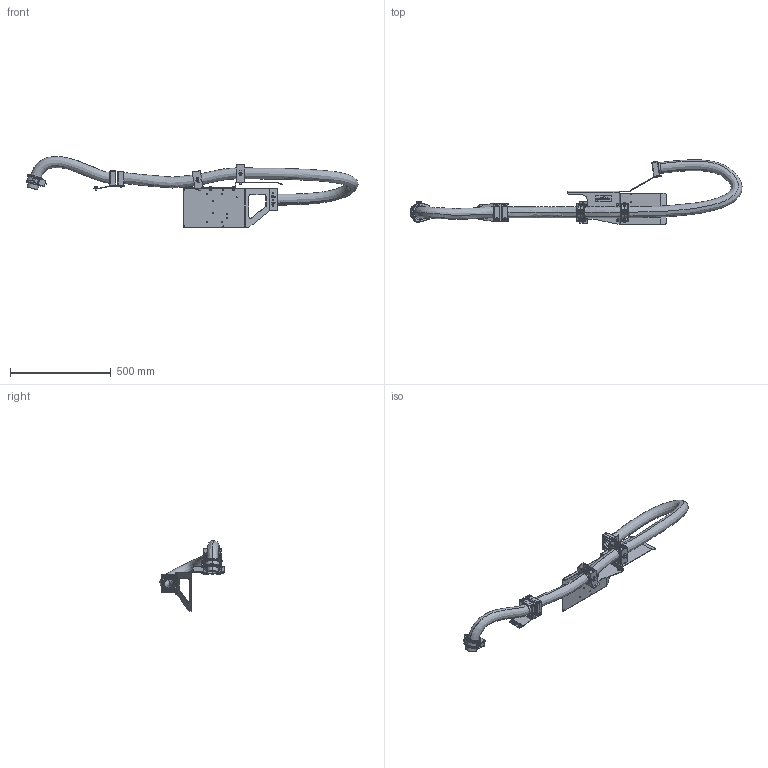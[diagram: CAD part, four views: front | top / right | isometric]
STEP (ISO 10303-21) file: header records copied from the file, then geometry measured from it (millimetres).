
FILE_DESCRIPTION (( 'STEP AP214' ), '1' );
FILE_NAME ('P2186.STEP', '2022-03-18T08:46:17', ( '' ), ( '' ), 'SwSTEP 2.0', 'SolidWorks 2019', '' );
FILE_SCHEMA (( 'AUTOMOTIVE_DESIGN' ));
Length unit declared in the file: millimetre
Products named in the file (1): P2186
Bounding box: 1646.08 x 319.24 x 351.63 mm (x, y, z)
Volume: 2226696.9 mm3; surface area: 1334706.4 mm2
Topology: 42 solids, 42 shells, 3366 faces, 8628 edges, 5347 vertices
Faces by surface type: plane 1221, cylinder 1110, bspline 646, torus 160, cone 129, sphere 100
Entity records: 230179 total; most frequent: CARTESIAN_POINT 115315, ORIENTED_EDGE 16932, DIRECTION 14911, EDGE_CURVE 8466, AXIS2_PLACEMENT_3D 5410, VERTEX_POINT 5335, VECTOR 4091, LINE 4091
